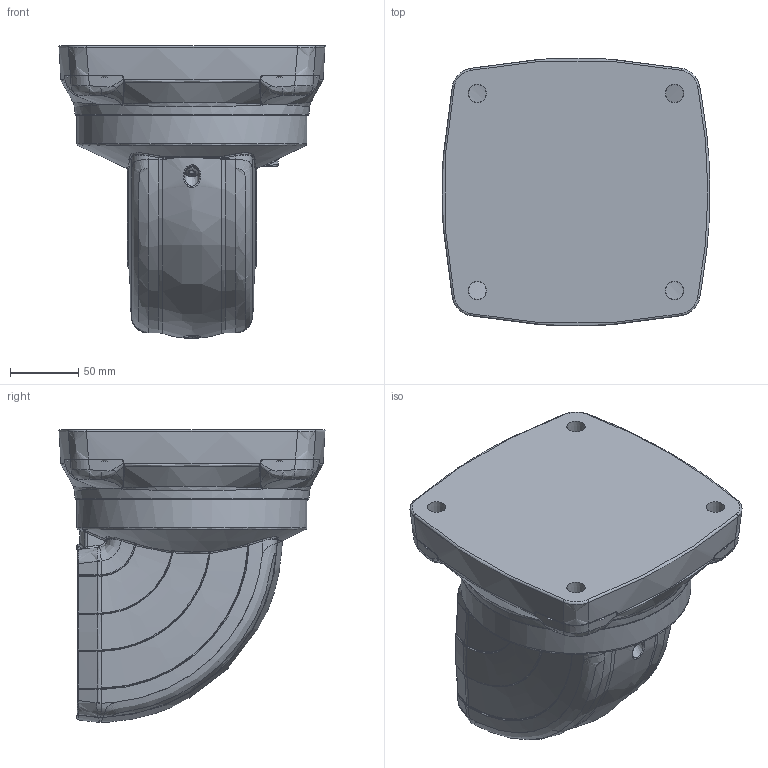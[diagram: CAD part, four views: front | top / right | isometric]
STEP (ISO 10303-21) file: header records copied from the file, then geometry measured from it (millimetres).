
FILE_DESCRIPTION (( 'STEP AP214' ), '1' );
FILE_NAME ('TK120.600_REV2.STEP', '2024-08-13T18:43:51', ( '' ), ( '' ), 'SwSTEP 2.0', 'SolidWorks 2023', '' );
FILE_SCHEMA (( 'AUTOMOTIVE_DESIGN' ));
Length unit declared in the file: inch
Products named in the file (1): TK120.600_REV2
Bounding box: 195.45 x 195.43 x 213.96 mm (x, y, z)
Volume: 3403068.5 mm3; surface area: 186775 mm2
Topology: 1 solids, 3 shells, 1216 faces, 3050 edges, 1796 vertices
Faces by surface type: bspline 784, cylinder 189, plane 161, cone 82
Full cylindrical faces by diameter (mm): 5 x9, 6.001 x1, 10 x1, 168 x1
Entity records: 87718 total; most frequent: CARTESIAN_POINT 65171, ORIENTED_EDGE 5852, DIRECTION 3040, EDGE_CURVE 2926, VERTEX_POINT 1769, B_SPLINE_CURVE_WITH_KNOTS 1469, EDGE_LOOP 1311, AXIS2_PLACEMENT_3D 1281
